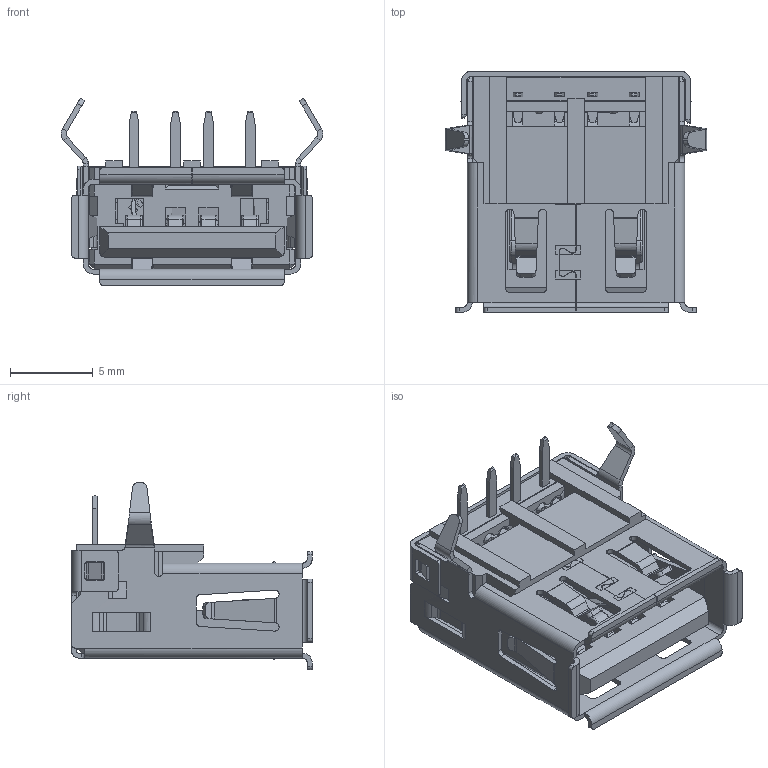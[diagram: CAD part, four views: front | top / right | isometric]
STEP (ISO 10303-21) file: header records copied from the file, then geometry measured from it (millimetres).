
FILE_DESCRIPTION (( 'STEP AP214' ), '1' );
FILE_NAME ('WE-EPLE USB 2.0 A Connector.STEP', '2018-03-16T14:57:40', ( '' ), ( '' ), 'SwSTEP 2.0', 'SolidWorks 2018', '' );
FILE_SCHEMA (( 'AUTOMOTIVE_DESIGN' ));
Length unit declared in the file: millimetre
Products named in the file (26): DEFAULT-6; DEFAULT-14; DEFAULT-8; DEFAULT-2; DEFAULT-18; DEFAULT-4; DEFAULT-13; DEFAULT-3; DEFAULT; WE-EPLE USB 2.0 A Connector; DEFAULT-17; DEFAULT-9; DEFAULT-15; DEFAULT-12; DEFAULT-1; DEFAULT-7; DEFAULT-22; DEFAULT-20; DEFAULT-10; DEFAULT-11; DEFAULT-21; DEFAULT-23; DEFAULT-16; DEFAULT-5; DEFAULT-19
Assembly tree (43 placements, depth 3):
  WE-EPLE USB 2.0 A Connector
    DEFAULT
      DEFAULT
      DEFAULT-1  x8
      DEFAULT-2  x4
      DEFAULT-3
      DEFAULT-4
      DEFAULT-5
      DEFAULT-6
      DEFAULT-7
      DEFAULT-8  x6
      DEFAULT-9
      DEFAULT-10
      DEFAULT-11
      DEFAULT-12
      DEFAULT-13
      DEFAULT-14
      DEFAULT-15  x4
      DEFAULT-16
      DEFAULT-17
      DEFAULT-18
      DEFAULT-19
      DEFAULT-20
      DEFAULT-21
      DEFAULT-22
      DEFAULT-23
Bounding box: 15.77 x 14.5 x 11.29 mm (x, y, z)
Volume: 361.1 mm3; surface area: 2398.6 mm2
Topology: 40 solids, 42 shells, 1615 faces, 4397 edges, 2853 vertices
Faces by surface type: plane 1039, cylinder 430, bspline 126, torus 16, cone 4
Full cylindrical faces by diameter (mm): 0.3 x2
Entity records: 45781 total; most frequent: CARTESIAN_POINT 13501, ORIENTED_EDGE 6838, DIRECTION 4929, EDGE_CURVE 3423, VECTOR 2293, LINE 2293, VERTEX_POINT 2227, EDGE_LOOP 1331
